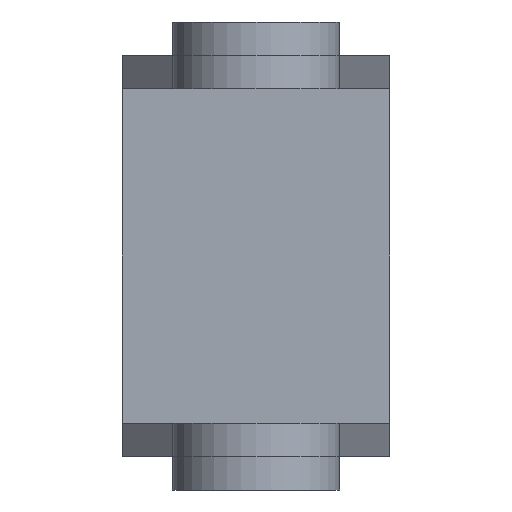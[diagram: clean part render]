
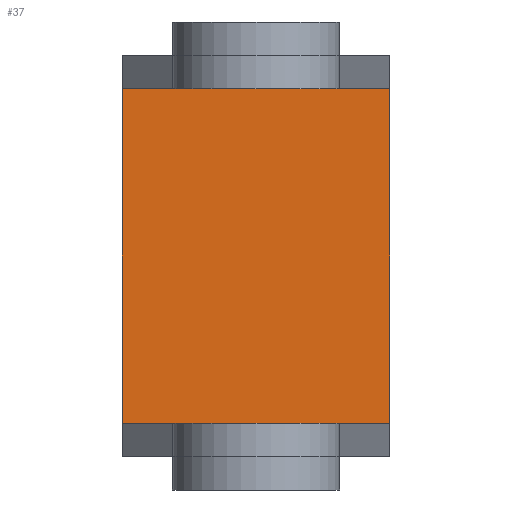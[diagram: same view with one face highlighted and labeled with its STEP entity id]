
A CAD part, front view. The second image highlights one B-rep face of the part: STEP entity #37.
In plain terms, the highlighted planar face has unit normal (0, -1, 0).
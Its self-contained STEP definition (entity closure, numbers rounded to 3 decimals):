
#37 = ADVANCED_FACE ( 'NONE', ( #724 ), #1006, .T. ) ;
#61 = CARTESIAN_POINT ( 'NONE',  ( 12., 5., 2. ) ) ;
#93 = EDGE_CURVE ( 'NONE', #159, #466, #775, .T. ) ;
#97 = VERTEX_POINT ( 'NONE', #290 ) ;
#159 = VERTEX_POINT ( 'NONE', #1260 ) ;
#220 = DIRECTION ( 'NONE',  ( 0., 0., 1. ) ) ;
#249 = AXIS2_PLACEMENT_3D ( 'NONE', #376, #1228, #1018 ) ;
#252 = CARTESIAN_POINT ( 'NONE',  ( 12., 5., 22. ) ) ;
#257 = DIRECTION ( 'NONE',  ( -1., 0., 0. ) ) ;
#261 = VECTOR ( 'NONE', #257, 1000. ) ;
#276 = EDGE_LOOP ( 'NONE', ( #601, #1041, #375, #978 ) ) ;
#290 = CARTESIAN_POINT ( 'NONE',  ( 8., 5., 22. ) ) ;
#304 = CARTESIAN_POINT ( 'NONE',  ( -8., 5., 2. ) ) ;
#335 = DIRECTION ( 'NONE',  ( 0., 0., 1. ) ) ;
#375 = ORIENTED_EDGE ( 'NONE', *, *, #1114, .F. ) ;
#376 = CARTESIAN_POINT ( 'NONE',  ( 12., 5., 0. ) ) ;
#466 = VERTEX_POINT ( 'NONE', #304 ) ;
#538 = CARTESIAN_POINT ( 'NONE',  ( -8., 5., 22. ) ) ;
#601 = ORIENTED_EDGE ( 'NONE', *, *, #1171, .T. ) ;
#647 = VECTOR ( 'NONE', #714, 1000. ) ;
#714 = DIRECTION ( 'NONE',  ( -1., 0., 0. ) ) ;
#724 = FACE_OUTER_BOUND ( 'NONE', #276, .T. ) ;
#775 = LINE ( 'NONE', #61, #647 ) ;
#825 = LINE ( 'NONE', #252, #261 ) ;
#853 = CARTESIAN_POINT ( 'NONE',  ( -8., 5., 0. ) ) ;
#935 = LINE ( 'NONE', #853, #1249 ) ;
#978 = ORIENTED_EDGE ( 'NONE', *, *, #93, .F. ) ;
#1006 = PLANE ( 'NONE',  #249 ) ;
#1018 = DIRECTION ( 'NONE',  ( 0., 0., -1. ) ) ;
#1030 = VERTEX_POINT ( 'NONE', #538 ) ;
#1041 = ORIENTED_EDGE ( 'NONE', *, *, #1259, .T. ) ;
#1114 = EDGE_CURVE ( 'NONE', #466, #1030, #935, .T. ) ;
#1171 = EDGE_CURVE ( 'NONE', #159, #97, #1213, .T. ) ;
#1179 = CARTESIAN_POINT ( 'NONE',  ( 8., 5., 24. ) ) ;
#1213 = LINE ( 'NONE', #1179, #1354 ) ;
#1228 = DIRECTION ( 'NONE',  ( 0., -1., 0. ) ) ;
#1249 = VECTOR ( 'NONE', #220, 1000. ) ;
#1259 = EDGE_CURVE ( 'NONE', #97, #1030, #825, .T. ) ;
#1260 = CARTESIAN_POINT ( 'NONE',  ( 8., 5., 2. ) ) ;
#1354 = VECTOR ( 'NONE', #335, 1000. ) ;
